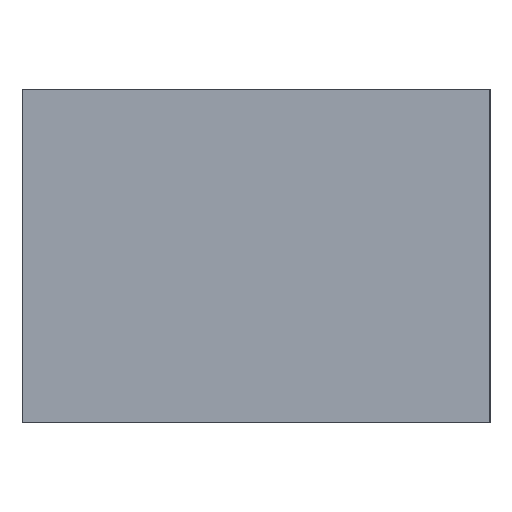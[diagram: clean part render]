
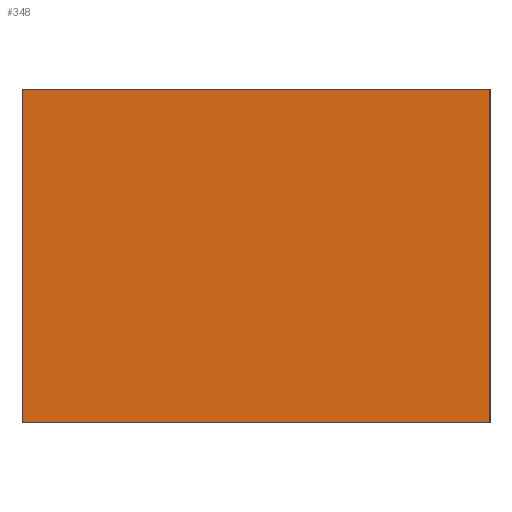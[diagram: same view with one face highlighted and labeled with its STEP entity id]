
A CAD part, top view. The second image highlights one B-rep face of the part: STEP entity #348.
In plain terms, the highlighted planar face has unit normal (0, 0, 1).
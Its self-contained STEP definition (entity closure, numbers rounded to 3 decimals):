
#328=AXIS2_PLACEMENT_3D('Plane Axis2P3D',#325,#326,#327) ;
#97=CARTESIAN_POINT('Vertex',(7.3,0.,3.2)) ;
#100=CARTESIAN_POINT('Line Origine',(3.65,0.,3.2)) ;
#104=CARTESIAN_POINT('Vertex',(0.,0.,3.2)) ;
#310=CARTESIAN_POINT('Vertex',(7.3,5.2,3.2)) ;
#313=CARTESIAN_POINT('Line Origine',(7.3,2.6,3.2)) ;
#325=CARTESIAN_POINT('Axis2P3D Location',(3.65,2.6,3.2)) ;
#330=CARTESIAN_POINT('Line Origine',(3.65,5.2,3.2)) ;
#334=CARTESIAN_POINT('Vertex',(0.,5.2,3.2)) ;
#337=CARTESIAN_POINT('Line Origine',(0.,2.6,3.2)) ;
#101=DIRECTION('Vector Direction',(-1.,0.,0.)) ;
#314=DIRECTION('Vector Direction',(0.,1.,0.)) ;
#326=DIRECTION('Axis2P3D Direction',(0.,0.,1.)) ;
#327=DIRECTION('Axis2P3D XDirection',(-1.,0.,0.)) ;
#331=DIRECTION('Vector Direction',(1.,0.,0.)) ;
#338=DIRECTION('Vector Direction',(0.,-1.,0.)) ;
#102=VECTOR('Line Direction',#101,1.) ;
#315=VECTOR('Line Direction',#314,1.) ;
#332=VECTOR('Line Direction',#331,1.) ;
#339=VECTOR('Line Direction',#338,1.) ;
#343=ORIENTED_EDGE('',*,*,#317,.T.) ;
#344=ORIENTED_EDGE('',*,*,#336,.T.) ;
#345=ORIENTED_EDGE('',*,*,#341,.T.) ;
#346=ORIENTED_EDGE('',*,*,#106,.T.) ;
#348=ADVANCED_FACE('S3D gedreht',(#347),#329,.T.) ;
#106=EDGE_CURVE('',#105,#98,#103,.F.) ;
#317=EDGE_CURVE('',#98,#311,#316,.T.) ;
#336=EDGE_CURVE('',#311,#335,#333,.F.) ;
#341=EDGE_CURVE('',#335,#105,#340,.T.) ;
#342=EDGE_LOOP('',(#343,#344,#345,#346)) ;
#347=FACE_OUTER_BOUND('',#342,.T.) ;
#103=LINE('Line',#100,#102) ;
#316=LINE('Line',#313,#315) ;
#333=LINE('Line',#330,#332) ;
#340=LINE('Line',#337,#339) ;
#329=PLANE('',#328) ;
#98=VERTEX_POINT('',#97) ;
#105=VERTEX_POINT('',#104) ;
#311=VERTEX_POINT('',#310) ;
#335=VERTEX_POINT('',#334) ;
